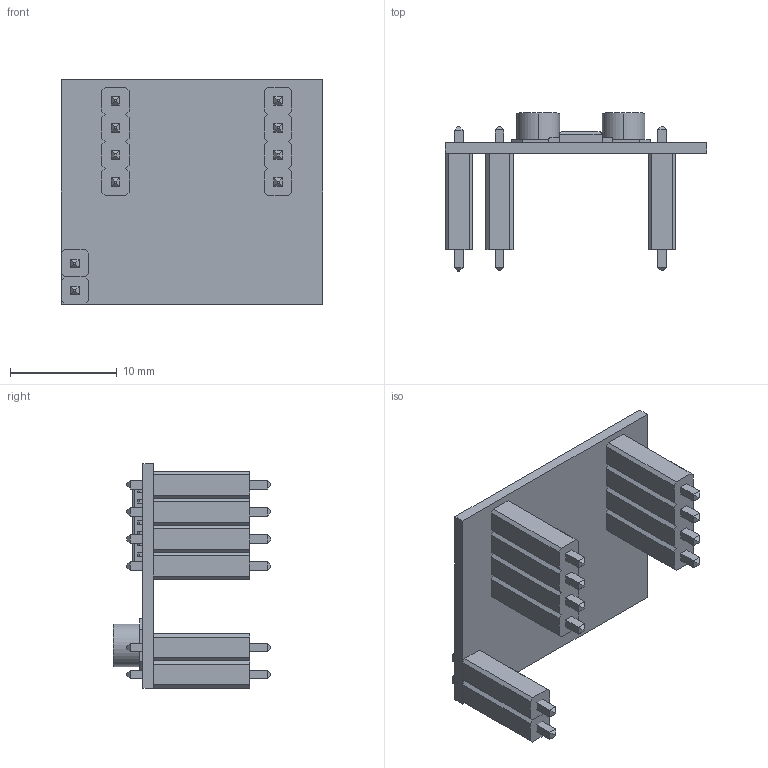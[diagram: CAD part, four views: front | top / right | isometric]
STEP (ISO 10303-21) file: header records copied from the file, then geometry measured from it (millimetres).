
FILE_DESCRIPTION (( 'STEP AP214' ), '1' );
FILE_NAME ('L298Mini.STEP', '2023-12-05T18:20:18', ( '' ), ( '' ), 'SwSTEP 2.0', 'SolidWorks 2023', '' );
FILE_SCHEMA (( 'AUTOMOTIVE_DESIGN' ));
Length unit declared in the file: millimetre
Products named in the file (1): L298Mini
Bounding box: 24.5 x 14.8 x 21 mm (x, y, z)
Volume: 1221.9 mm3; surface area: 2052.7 mm2
Topology: 3 solids, 3 shells, 373 faces, 936 edges, 596 vertices
Faces by surface type: plane 349, cylinder 24
Entity records: 14630 total; most frequent: CARTESIAN_POINT 1918, ORIENTED_EDGE 1872, DIRECTION 1720, EDGE_CURVE 936, VECTOR 892, LINE 892, VERTEX_POINT 596, AXIS2_PLACEMENT_3D 414
